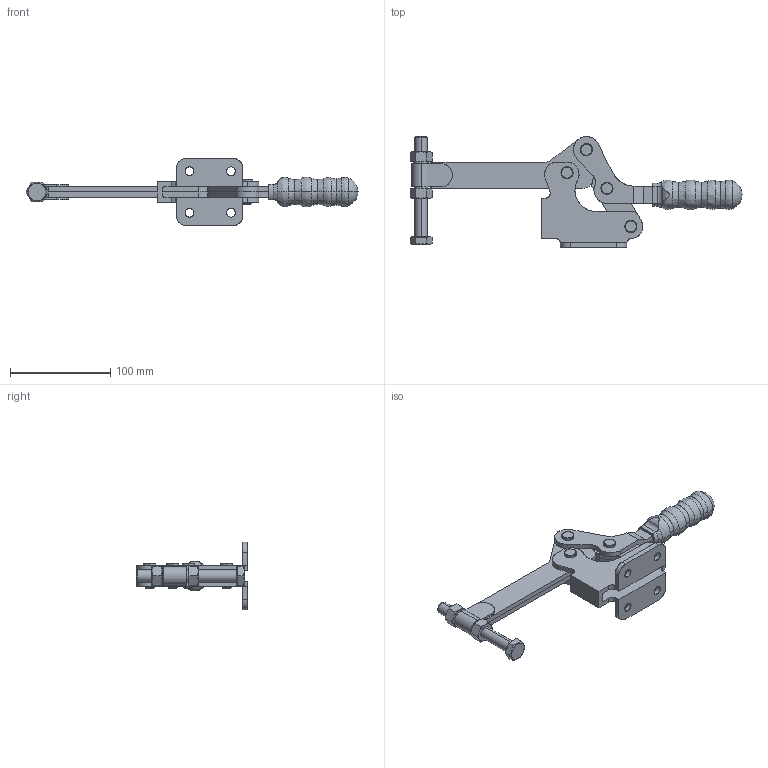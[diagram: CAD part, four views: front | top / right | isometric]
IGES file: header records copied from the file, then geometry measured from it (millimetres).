
Start section: SolidWorks IGES file using analytic representation for surfaces
Global section: file name: 3HGH-24502-A(簡化)-1.IGS; native system: SolidWorks 2016; preprocessor: SolidWorks 2016; author: LinWei; date: 200713.112816; units: millimetre
Bounding box: 330.5 x 110.7 x 67 mm (x, y, z)
Surface area: 80254.6 mm2 (no closed solid volume)
Topology: 0 solids, 0 shells, 334 faces, 4800 edges, 4799 vertices
Faces by surface type: revolution 183, bspline 151
